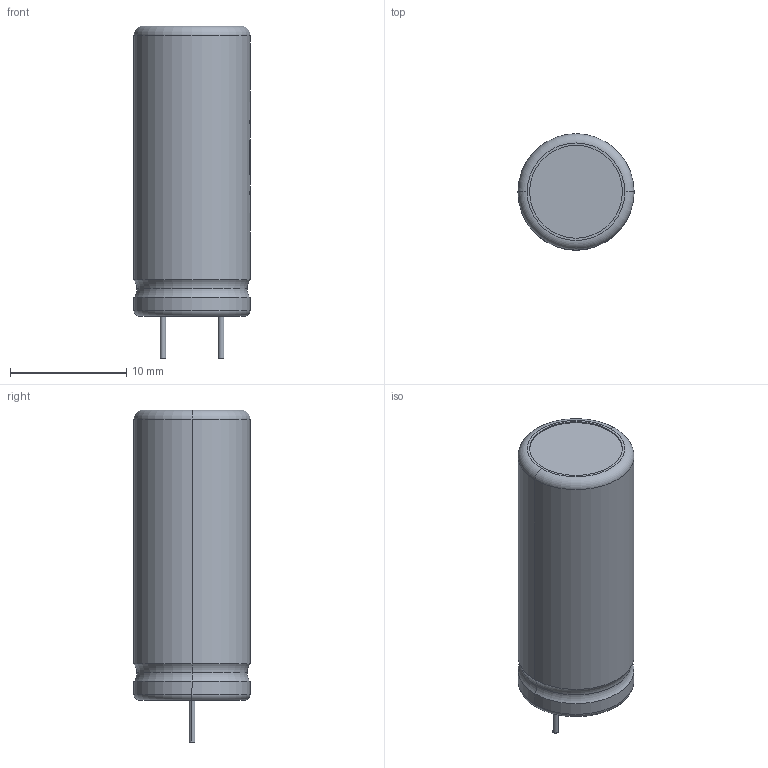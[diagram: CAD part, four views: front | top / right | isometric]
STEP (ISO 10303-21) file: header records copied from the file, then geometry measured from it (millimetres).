
FILE_DESCRIPTION((''),'2;1');
FILE_NAME('CAPPR500-1000X2500.stp','2009-06-25T09:55:15',(''),(''),'Mechanical Desktop 2006','Mechanical Desktop 2006',', , ');
FILE_SCHEMA(('AUTOMOTIVE_DESIGN { 1 2 10303 214 0 1 1 1 }'));
Length unit declared in the file: millimetre
Products named in the file (1): Product
Bounding box: 10 x 10 x 28.6 mm (x, y, z)
Volume: 1936.2 mm3; surface area: 1201.4 mm2
Topology: 10 solids, 10 shells, 106 faces, 242 edges, 158 vertices
Faces by surface type: plane 52, cylinder 46, torus 8
Entity records: 3082 total; most frequent: DIRECTION 582, CARTESIAN_POINT 507, ORIENTED_EDGE 484, EDGE_CURVE 242, AXIS2_PLACEMENT_3D 233, VERTEX_POINT 158, CIRCLE 126, VECTOR 116
